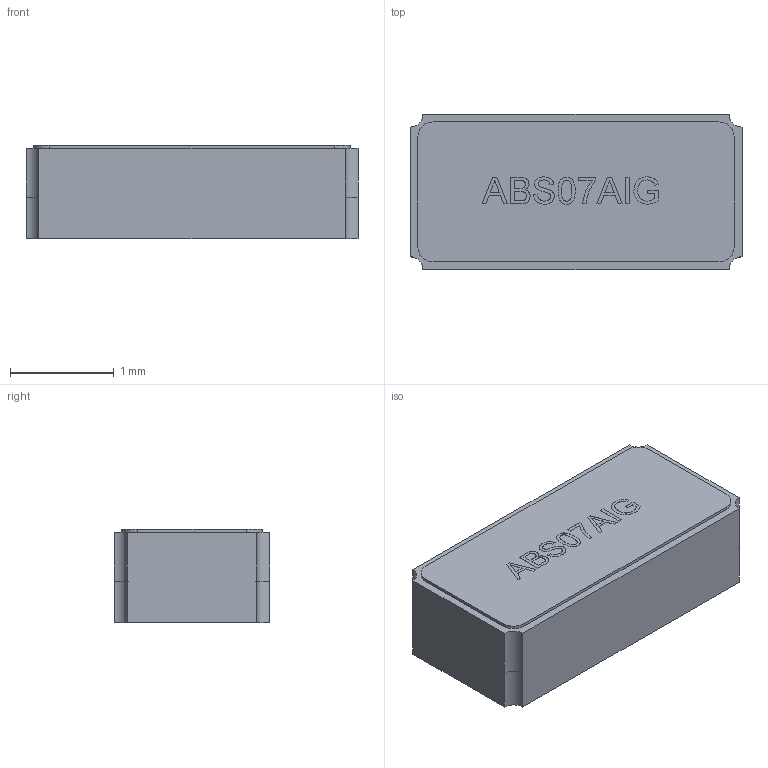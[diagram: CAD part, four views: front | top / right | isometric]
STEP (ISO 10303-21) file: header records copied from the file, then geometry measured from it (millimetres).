
FILE_DESCRIPTION(/* description */ (''),/* implementation_level */ '2;1');
FILE_NAME(/* name */ 'Crystal_SMD_3215-2Pin_3.2x1.5mm.step',/* time_stamp */ '2023-08-15T16:12:55+01:00',/* author */ (''),/* organization */ (''),/* preprocessor_version */ 'ST-DEVELOPER v20',/* originating_system */ 'Autodesk Translation Framework v12.9.0.99',/* authorisation */ '');
FILE_SCHEMA (('AUTOMOTIVE_DESIGN { 1 0 10303 214 3 1 1 }'));
Length unit declared in the file: millimetre
Products named in the file (1): (Unsaved)
Bounding box: 3.2 x 1.5 x 0.9 mm (x, y, z)
Volume: 4.3 mm3; surface area: 27.4 mm2
Topology: 3 solids, 3 shells, 176 faces, 460 edges, 304 vertices
Faces by surface type: plane 114, bspline 50, cylinder 12
Entity records: 8087 total; most frequent: CARTESIAN_POINT 3983, ORIENTED_EDGE 920, DIRECTION 638, EDGE_CURVE 460, LINE 336, VECTOR 336, VERTEX_POINT 304, EDGE_LOOP 190
